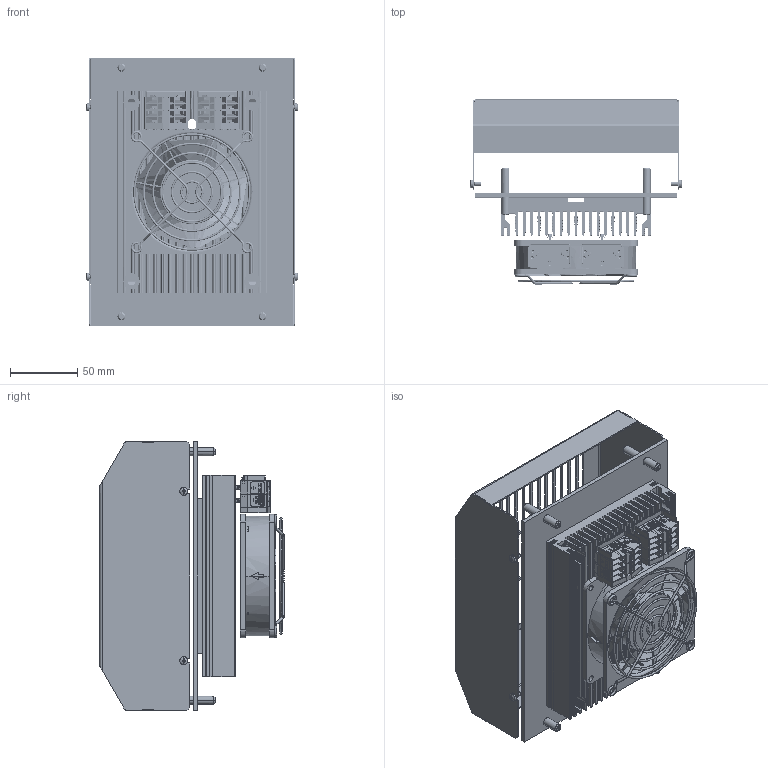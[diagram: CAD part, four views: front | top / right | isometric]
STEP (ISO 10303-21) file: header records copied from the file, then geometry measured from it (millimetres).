
FILE_DESCRIPTION((''),'2;1');
FILE_NAME('TG3050-REDESIGN2015_ASM_1_ASM','2024-02-07T12:01:59',('alexcam'),(''),'CREO PARAMETRIC BY PTC INC, 2023294','CREO PARAMETRIC BY PTC INC, 2023294','');
FILE_SCHEMA(('AUTOMOTIVE_DESIGN { 1 0 10303 214 1 1 1 1 }'));
Products named in the file (15): TG3050_INS_ELEMENTS_TOP_1; SET_SCREW_M6X35_1; TG3050-AMB-REDESIGN2015_ASM_1_ASM; TG3050-41814-INT-HS_1; 3414NM_1; FINGER_GUARD_92X92_AXIAL_FAN_1; SUPU_MINI-TERMINAL_BLOCK_254_1; SUPU_END_PLATE_254SERIES_1; SUPU_254_MINI-TERMINAL_BLOCK_2P_ASM; TG3050_PWR_LABEL_INTFAN_1; TG3050_PWR_LABEL_AMBFAN_1; TG3050-INT-REDESIGN2015_ASM_1_ASM; TG3050-42154-COVER-NON-KRONES_1; SCREW_DIN_7985-M3X6-4_8_1; TG3050-REDESIGN2015_ASM_1_ASM
Assembly tree (22 placements, depth 4):
  TG3050-REDESIGN2015_ASM_1_ASM
    TG3050-AMB-REDESIGN2015_ASM_1_ASM
      TG3050_INS_ELEMENTS_TOP_1
      SET_SCREW_M6X35_1  x4
    TG3050-INT-REDESIGN2015_ASM_1_ASM
      TG3050-41814-INT-HS_1
      3414NM_1
      FINGER_GUARD_92X92_AXIAL_FAN_1
      SUPU_254_MINI-TERMINAL_BLOCK_2P_ASM  x2
        SUPU_MINI-TERMINAL_BLOCK_254_1
        SUPU_END_PLATE_254SERIES_1
      TG3050_PWR_LABEL_INTFAN_1
      TG3050_PWR_LABEL_AMBFAN_1
    TG3050-42154-COVER-NON-KRONES_1
    SCREW_DIN_7985-M3X6-4_8_1  x4
Bounding box: 158.23 x 137.55 x 200 mm (x, y, z)
Volume: 504626.6 mm3; surface area: 389099 mm2
Topology: 21 solids, 29 shells, 8731 faces, 26677 edges, 18184 vertices
Faces by surface type: plane 6665, cylinder 1353, extrusion 254, torus 176, cone 174, bspline 73, sphere 36
Entity records: 190306 total; most frequent: CARTESIAN_POINT 38376, ORIENTED_EDGE 25960, DIRECTION 22864, EDGE_CURVE 12982, VECTOR 9386, LINE 9222, VERTEX_POINT 8953, PRESENTATION_STYLE_ASSIGNMENT 8931
